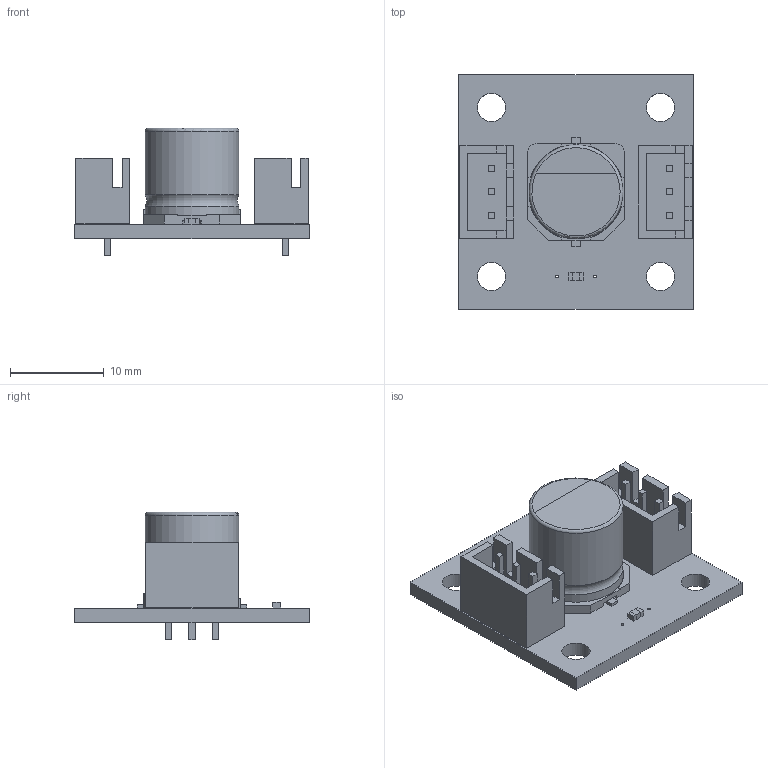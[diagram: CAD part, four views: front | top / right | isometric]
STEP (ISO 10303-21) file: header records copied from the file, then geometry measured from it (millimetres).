
FILE_DESCRIPTION(/* description */ (''),/* implementation_level */ '2;1');
FILE_NAME(/* name */ '9f23ce50-6399-4a58-bfbe-99f367dcb310.zip.stp',/* time_stamp */ '2020-03-12T22:09:02+00:00',/* author */ (''),/* organization */ (''),/* preprocessor_version */ 'ST-DEVELOPER v18',/* originating_system */ 'Autodesk Translation Framework v8.12.0.6',/* authorisation */ '');
FILE_SCHEMA (('AUTOMOTIVE_DESIGN { 1 0 10303 214 3 1 1 }'));
Length unit declared in the file: millimetre
Products named in the file (9): LedStrip Adapter; PCB Component; Board; EEE-FK1A102GP; 標準品ケースΦ10x9; 標準品座版Φ10 SIZE CODE G; 標準品リード線Φ10 SIZE CODE G; B3B-XH-A(LF)(SN); 330
Assembly tree (10 placements, depth 4):
  LedStrip Adapter
    PCB Component
      Board
      EEE-FK1A102GP
        標準品ケースΦ10x9
        標準品座版Φ10 SIZE CODE G
        標準品リード線Φ10 SIZE CODE G  x2
      B3B-XH-A(LF)(SN)  x2
      330
Bounding box: 25 x 25 x 13.58 mm (x, y, z)
Volume: 2227.6 mm3; surface area: 3172.7 mm2
Topology: 8 solids, 8 shells, 213 faces, 569 edges, 382 vertices
Faces by surface type: plane 178, cylinder 29, sphere 4, torus 2
Full cylindrical faces by diameter (mm): 0.3 x2, 0.9 x6, 1.1 x2, 1.2 x2, 3 x4, 10 x2
Entity records: 5068 total; most frequent: CARTESIAN_POINT 817, DIRECTION 798, ORIENTED_EDGE 780, EDGE_CURVE 390, LINE 310, VECTOR 310, VERTEX_POINT 263, AXIS2_PLACEMENT_3D 244
